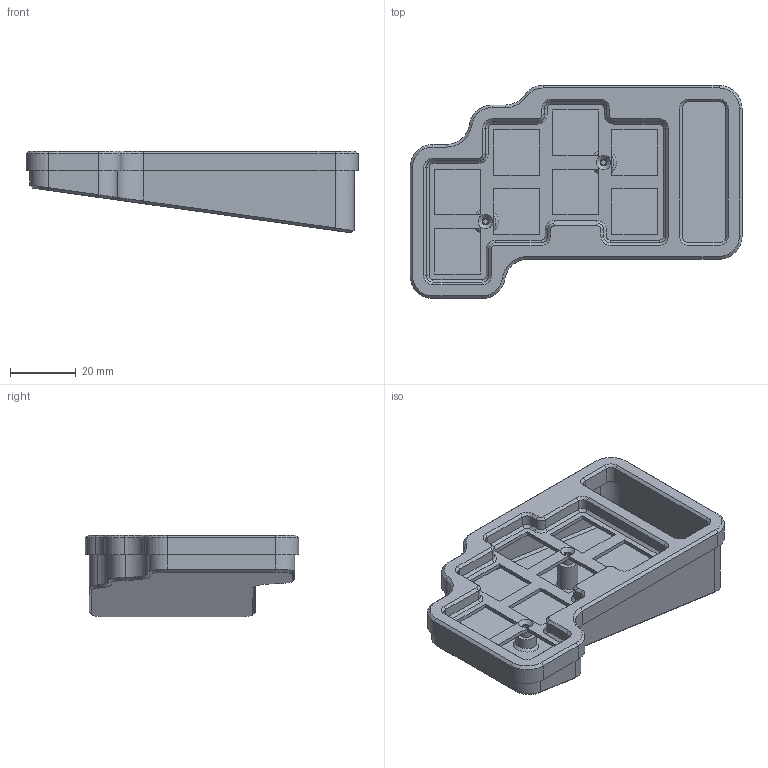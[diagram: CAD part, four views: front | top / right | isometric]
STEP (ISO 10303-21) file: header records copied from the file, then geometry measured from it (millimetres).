
FILE_DESCRIPTION(/* description */ (''),/* implementation_level */ '2;1');
FILE_NAME(/* name */ 'ArtseyErgo.step',/* time_stamp */ '2024-11-26T01:12:42+01:00',/* author */ (''),/* organization */ (''),/* preprocessor_version */ 'ST-DEVELOPER v20',/* originating_system */ 'Autodesk Translation Framework v13.20.0.188',/* authorisation */ '');
FILE_SCHEMA (('AUTOMOTIVE_DESIGN { 1 0 10303 214 3 1 1 }'));
Length unit declared in the file: millimetre
Products named in the file (1): Case
Bounding box: 101.2 x 65 x 24.94 mm (x, y, z)
Volume: 19315.3 mm3; surface area: 32064.2 mm2
Topology: 2 solids, 2 shells, 462 faces, 1108 edges, 655 vertices
Faces by surface type: plane 222, cone 104, cylinder 88, bspline 48
Full cylindrical faces by diameter (mm): 1.623 x2, 2.2 x2, 3.8 x2, 6.2 x2
Entity records: 14014 total; most frequent: CARTESIAN_POINT 3474, ORIENTED_EDGE 2204, DIRECTION 2088, EDGE_CURVE 1102, LINE 754, VECTOR 754, AXIS2_PLACEMENT_3D 667, VERTEX_POINT 655
